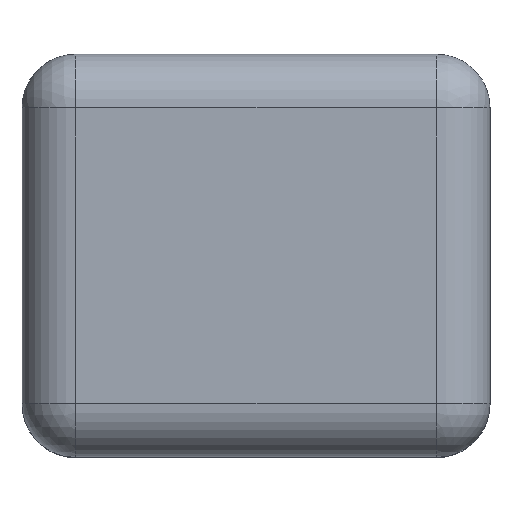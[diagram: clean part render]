
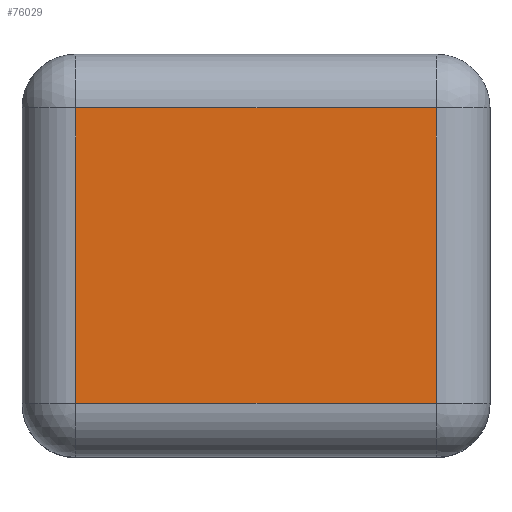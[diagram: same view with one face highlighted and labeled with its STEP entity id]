
A CAD part, front view. The second image highlights one B-rep face of the part: STEP entity #76029.
In plain terms, the highlighted planar face has unit normal (0, -1, 0).
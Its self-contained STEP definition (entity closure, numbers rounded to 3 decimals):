
#1732 = VERTEX_POINT ( 'NONE', #58026 ) ;
#5353 = DIRECTION ( 'NONE',  ( 0., -1., 0. ) ) ;
#9272 = LINE ( 'NONE', #114195, #100738 ) ;
#32280 = ORIENTED_EDGE ( 'NONE', *, *, #105973, .T. ) ;
#39561 = FACE_OUTER_BOUND ( 'NONE', #147364, .T. ) ;
#41450 = CARTESIAN_POINT ( 'NONE',  ( -268.307, -169.28, 342.634 ) ) ;
#51176 = DIRECTION ( 'NONE',  ( 0., 0., 1. ) ) ;
#51620 = ORIENTED_EDGE ( 'NONE', *, *, #68637, .T. ) ;
#54699 = CARTESIAN_POINT ( 'NONE',  ( -268.307, -169.28, -97.235 ) ) ;
#57327 = ORIENTED_EDGE ( 'NONE', *, *, #71981, .T. ) ;
#58026 = CARTESIAN_POINT ( 'NONE',  ( 268.307, -169.28, -97.235 ) ) ;
#63688 = CARTESIAN_POINT ( 'NONE',  ( 268.307, -169.28, 342.634 ) ) ;
#65149 = CARTESIAN_POINT ( 'NONE',  ( 0., -169.28, -97.235 ) ) ;
#68637 = EDGE_CURVE ( 'NONE', #1732, #101538, #121894, .T. ) ;
#71981 = EDGE_CURVE ( 'NONE', #143904, #132366, #97836, .T. ) ;
#75518 = CARTESIAN_POINT ( 'NONE',  ( 268.307, -169.28, 0. ) ) ;
#76029 = ADVANCED_FACE ( 'NONE', ( #39561 ), #123940, .T. ) ;
#84161 = DIRECTION ( 'NONE',  ( 0., 0., -1. ) ) ;
#84911 = CARTESIAN_POINT ( 'NONE',  ( -268.307, -169.28, 0. ) ) ;
#87916 = DIRECTION ( 'NONE',  ( 1., 0., 0. ) ) ;
#96670 = VECTOR ( 'NONE', #84161, 1000. ) ;
#97836 = LINE ( 'NONE', #84911, #96670 ) ;
#98262 = AXIS2_PLACEMENT_3D ( 'NONE', #146760, #5353, #132373 ) ;
#100738 = VECTOR ( 'NONE', #125630, 1000. ) ;
#101538 = VERTEX_POINT ( 'NONE', #63688 ) ;
#105973 = EDGE_CURVE ( 'NONE', #101538, #143904, #9272, .T. ) ;
#112208 = LINE ( 'NONE', #65149, #120512 ) ;
#114195 = CARTESIAN_POINT ( 'NONE',  ( 0., -169.28, 342.634 ) ) ;
#120512 = VECTOR ( 'NONE', #87916, 1000. ) ;
#121894 = LINE ( 'NONE', #75518, #149732 ) ;
#123940 = PLANE ( 'NONE',  #98262 ) ;
#125630 = DIRECTION ( 'NONE',  ( -1., 0., 0. ) ) ;
#128063 = ORIENTED_EDGE ( 'NONE', *, *, #146069, .T. ) ;
#132366 = VERTEX_POINT ( 'NONE', #54699 ) ;
#132373 = DIRECTION ( 'NONE',  ( 0., 0., -1. ) ) ;
#143904 = VERTEX_POINT ( 'NONE', #41450 ) ;
#146069 = EDGE_CURVE ( 'NONE', #132366, #1732, #112208, .T. ) ;
#146760 = CARTESIAN_POINT ( 'NONE',  ( 0., -169.28, 0. ) ) ;
#147364 = EDGE_LOOP ( 'NONE', ( #57327, #128063, #51620, #32280 ) ) ;
#149732 = VECTOR ( 'NONE', #51176, 1000. ) ;
